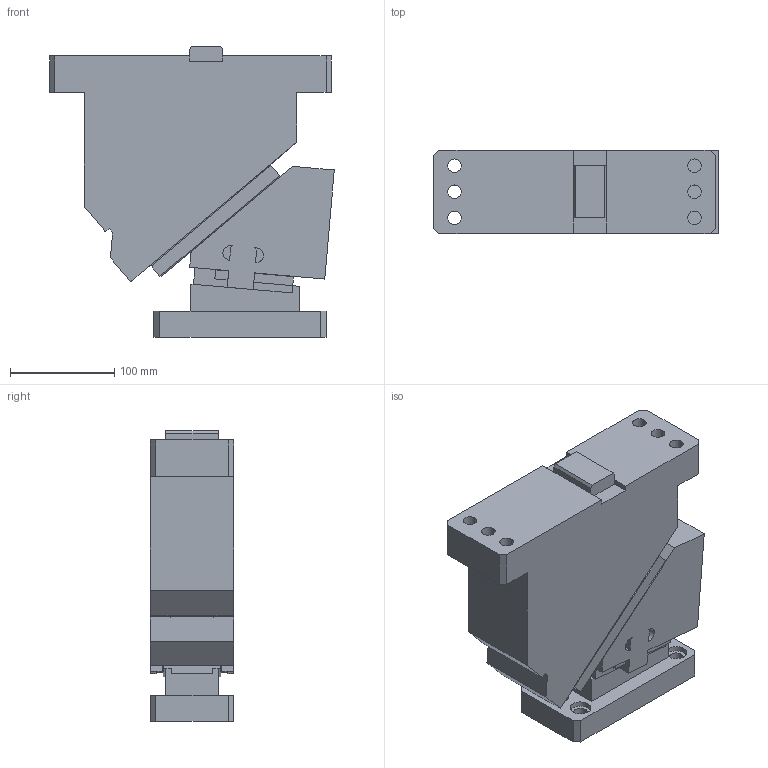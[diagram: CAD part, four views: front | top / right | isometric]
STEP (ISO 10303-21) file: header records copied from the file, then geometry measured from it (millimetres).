
FILE_DESCRIPTION(('CATIA V5 STEP Exchange'),'2;1');
FILE_NAME('CACC_80_05.stp','2015-04-21T12:51:43+00:00',('none'),('none'),'CATIA Version 5 Release 19 SP 2 (IN-10)','CATIA V5 STEP AP203','none');
FILE_SCHEMA(('CONFIG_CONTROL_DESIGN'));
Length unit declared in the file: millimetre
Products named in the file (1): CACC_80_05
Bounding box: 272.93 x 80 x 279 mm (x, y, z)
Volume: 3850292.4 mm3; surface area: 323658.6 mm2
Topology: 3 solids, 6 shells, 271 faces, 717 edges, 464 vertices
Faces by surface type: plane 200, cylinder 64, cone 6, extrusion 1
Entity records: 8662 total; most frequent: CARTESIAN_POINT 2212, ORIENTED_EDGE 1422, DIRECTION 1096, EDGE_CURVE 711, VECTOR 574, LINE 573, VERTEX_POINT 464, EDGE_LOOP 309
